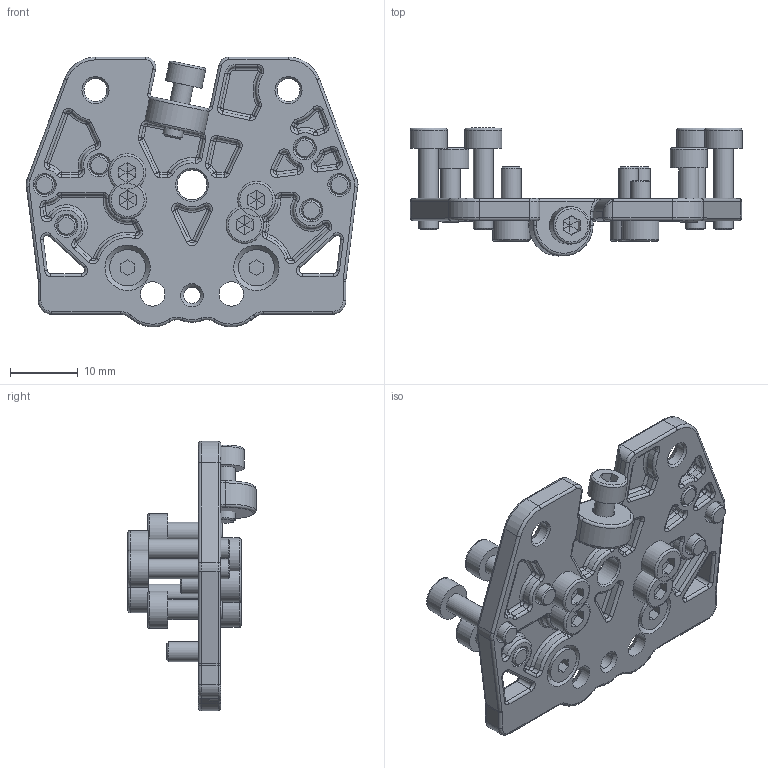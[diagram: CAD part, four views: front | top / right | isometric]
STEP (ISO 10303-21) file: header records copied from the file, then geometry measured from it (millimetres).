
FILE_DESCRIPTION(/* description */ (''),/* implementation_level */ '2;1');
FILE_NAME(/* name */ 'Takeoff v2 Top Plates Option A.step',/* time_stamp */ '2024-09-03T18:55:09-04:00',/* author */ (''),/* organization */ (''),/* preprocessor_version */ 'ST-DEVELOPER v20',/* originating_system */ 'Autodesk Translation Framework v13.14.0.145',/* authorisation */ '');
FILE_SCHEMA (('AUTOMOTIVE_DESIGN { 1 0 10303 214 3 1 1 }'));
Length unit declared in the file: millimetre
Products named in the file (10): Takeoff v2 Top Plates Option A; LGX Lite Pro; Hexagon Socket Head Cap Screw ISO 4762 - M3 x 6 Steel 4.6 Plain v1; Broached Hexagon Socket Flat Countersunk Head Cap Screw ANSI B18.3.5M
 - M3x8 Steel Grade 2 Plain v1; Sherpa Micro; Orbiter 2; Sherpa Mini (NO K Face); Hexagon Socket Head Cap Screw ISO 4762 - M3 x 12 Steel 4.6 Plain v1; Vz-Hextrudort; Hexagon Socket Head Cap Screw ISO 4762 - M3 x 8 Steel 4.6 Plain v1
Assembly tree (18 placements, depth 3):
  Takeoff v2 Top Plates Option A
    LGX Lite Pro
      Hexagon Socket Head Cap Screw ISO 4762 - M3 x 6 Steel 4.6 Plain v1  x2
      Broached Hexagon Socket Flat Countersunk Head Cap Screw ANSI B18.3.5M
 - M3x8 Steel Grade 2 Plain v1  x2
    Sherpa Micro
      Hexagon Socket Head Cap Screw ISO 4762 - M3 x 12 Steel 4.6 Plain v1  x2
      Hexagon Socket Head Cap Screw ISO 4762 - M3 x 8 Steel 4.6 Plain v1
    Orbiter 2
      Hexagon Socket Head Cap Screw ISO 4762 - M3 x 8 Steel 4.6 Plain v1  x2
    Sherpa Mini (NO K Face)
      Hexagon Socket Head Cap Screw ISO 4762 - M3 x 12 Steel 4.6 Plain v1  x2
    Vz-Hextrudort
      Hexagon Socket Head Cap Screw ISO 4762 - M3 x 8 Steel 4.6 Plain v1  x2
Bounding box: 49 x 18.9 x 39.8 mm (x, y, z)
Volume: 5735.7 mm3; surface area: 6848.1 mm2
Topology: 14 solids, 14 shells, 842 faces, 1822 edges, 1034 vertices
Faces by surface type: cylinder 282, plane 258, torus 178, bspline 66, cone 56, sphere 2
Full cylindrical faces by diameter (mm): 2.4 x8, 2.927 x13, 3.4 x4, 3.6 x2, 4.4 x1, 5.35 x2, 5.5 x11
Entity records: 20119 total; most frequent: CARTESIAN_POINT 4368, DIRECTION 3660, ORIENTED_EDGE 3024, AXIS2_PLACEMENT_3D 1539, EDGE_CURVE 1512, CIRCLE 890, VERTEX_POINT 864, EDGE_LOOP 732
